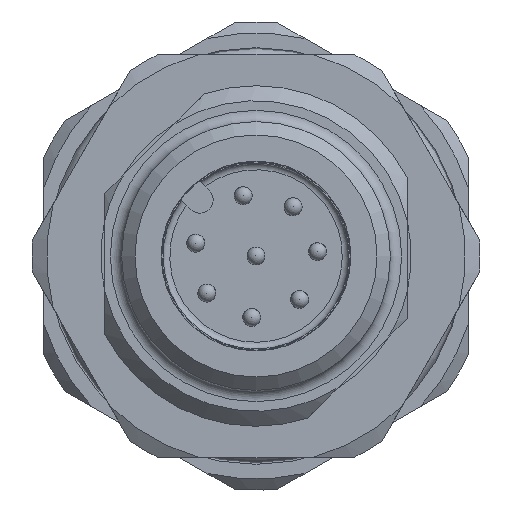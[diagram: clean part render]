
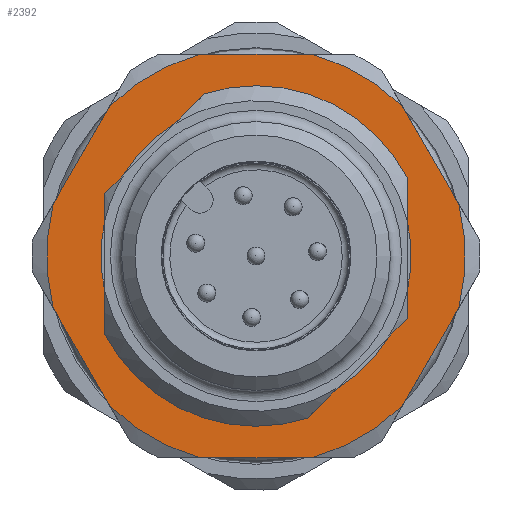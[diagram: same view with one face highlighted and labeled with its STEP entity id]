
A CAD part, left-side view. The second image highlights one B-rep face of the part: STEP entity #2392.
In plain terms, the highlighted planar face has unit normal (-1, 0, 0).
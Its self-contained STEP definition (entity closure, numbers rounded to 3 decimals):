
#120=PLANE('',#3180);
#579=EDGE_LOOP('',(#1452,#1453,#1454,#1455,#1456,#1457,#1458,#1459,#1460,
#1461,#1462,#1463,#1464,#1465));
#580=EDGE_LOOP('',(#1466,#1467,#1468,#1469,#1470,#1471,#1472,#1473,#1474,
#1475,#1476,#1477));
#682=LINE('',#4148,#814);
#685=LINE('',#4163,#817);
#693=LINE('',#4180,#825);
#695=LINE('',#4192,#827);
#701=LINE('',#4203,#833);
#709=LINE('',#4219,#841);
#712=LINE('',#4235,#844);
#719=LINE('',#4248,#851);
#777=LINE('',#5546,#909);
#778=LINE('',#5550,#910);
#779=LINE('',#5554,#911);
#780=LINE('',#5558,#912);
#781=LINE('',#5562,#913);
#782=LINE('',#5566,#914);
#814=VECTOR('',#3311,1.);
#817=VECTOR('',#3314,1.);
#825=VECTOR('',#3324,1.);
#827=VECTOR('',#3326,1.);
#833=VECTOR('',#3334,1.);
#841=VECTOR('',#3342,1.);
#844=VECTOR('',#3347,1.);
#851=VECTOR('',#3354,1.);
#909=VECTOR('',#3862,1.);
#910=VECTOR('',#3865,1.);
#911=VECTOR('',#3868,1.);
#912=VECTOR('',#3871,1.);
#913=VECTOR('',#3874,1.);
#914=VECTOR('',#3877,1.);
#1452=ORIENTED_EDGE('',*,*,#1713,.F.);
#1453=ORIENTED_EDGE('',*,*,#1721,.F.);
#1454=ORIENTED_EDGE('',*,*,#1970,.F.);
#1455=ORIENTED_EDGE('',*,*,#1725,.F.);
#1456=ORIENTED_EDGE('',*,*,#1703,.T.);
#1457=ORIENTED_EDGE('',*,*,#1751,.T.);
#1458=ORIENTED_EDGE('',*,*,#1971,.F.);
#1459=ORIENTED_EDGE('',*,*,#1744,.T.);
#1460=ORIENTED_EDGE('',*,*,#1739,.T.);
#1461=ORIENTED_EDGE('',*,*,#1972,.F.);
#1462=ORIENTED_EDGE('',*,*,#1731,.T.);
#1463=ORIENTED_EDGE('',*,*,#1699,.T.);
#1464=ORIENTED_EDGE('',*,*,#1708,.F.);
#1465=ORIENTED_EDGE('',*,*,#1973,.F.);
#1466=ORIENTED_EDGE('',*,*,#1974,.F.);
#1467=ORIENTED_EDGE('',*,*,#1975,.F.);
#1468=ORIENTED_EDGE('',*,*,#1976,.F.);
#1469=ORIENTED_EDGE('',*,*,#1977,.F.);
#1470=ORIENTED_EDGE('',*,*,#1978,.F.);
#1471=ORIENTED_EDGE('',*,*,#1979,.F.);
#1472=ORIENTED_EDGE('',*,*,#1980,.F.);
#1473=ORIENTED_EDGE('',*,*,#1981,.F.);
#1474=ORIENTED_EDGE('',*,*,#1982,.F.);
#1475=ORIENTED_EDGE('',*,*,#1983,.F.);
#1476=ORIENTED_EDGE('',*,*,#1984,.F.);
#1477=ORIENTED_EDGE('',*,*,#1985,.F.);
#1699=EDGE_CURVE('',#2655,#2656,#2078,.T.);
#1703=EDGE_CURVE('',#2659,#2660,#2080,.T.);
#1708=EDGE_CURVE('',#2664,#2656,#682,.T.);
#1713=EDGE_CURVE('',#2668,#2669,#685,.T.);
#1721=EDGE_CURVE('',#2676,#2668,#693,.T.);
#1725=EDGE_CURVE('',#2659,#2679,#695,.T.);
#1731=EDGE_CURVE('',#2683,#2655,#701,.T.);
#1739=EDGE_CURVE('',#2691,#2690,#709,.T.);
#1744=EDGE_CURVE('',#2695,#2691,#712,.T.);
#1751=EDGE_CURVE('',#2660,#2700,#719,.T.);
#1970=EDGE_CURVE('',#2679,#2676,#2189,.T.);
#1971=EDGE_CURVE('',#2695,#2700,#2190,.T.);
#1972=EDGE_CURVE('',#2683,#2690,#2191,.T.);
#1973=EDGE_CURVE('',#2669,#2664,#2192,.T.);
#1974=EDGE_CURVE('',#2862,#2863,#2193,.T.);
#1975=EDGE_CURVE('',#2864,#2862,#777,.T.);
#1976=EDGE_CURVE('',#2865,#2864,#2194,.T.);
#1977=EDGE_CURVE('',#2866,#2865,#778,.T.);
#1978=EDGE_CURVE('',#2867,#2866,#2195,.T.);
#1979=EDGE_CURVE('',#2868,#2867,#779,.T.);
#1980=EDGE_CURVE('',#2869,#2868,#2196,.T.);
#1981=EDGE_CURVE('',#2870,#2869,#780,.T.);
#1982=EDGE_CURVE('',#2871,#2870,#2197,.T.);
#1983=EDGE_CURVE('',#2872,#2871,#781,.T.);
#1984=EDGE_CURVE('',#2873,#2872,#2198,.T.);
#1985=EDGE_CURVE('',#2863,#2873,#782,.T.);
#2078=CIRCLE('',#2941,7.6);
#2080=CIRCLE('',#2944,7.6);
#2189=CIRCLE('',#3170,6.93);
#2190=CIRCLE('',#3171,6.93);
#2191=CIRCLE('',#3172,6.93);
#2192=CIRCLE('',#3173,6.93);
#2193=CIRCLE('',#3174,9.346);
#2194=CIRCLE('',#3175,9.346);
#2195=CIRCLE('',#3176,9.346);
#2196=CIRCLE('',#3177,9.346);
#2197=CIRCLE('',#3178,9.346);
#2198=CIRCLE('',#3179,9.346);
#2392=ADVANCED_FACE('',(#2592,#2593),#120,.F.);
#2592=FACE_BOUND('',#579,.T.);
#2593=FACE_BOUND('',#580,.T.);
#2655=VERTEX_POINT('',#4128);
#2656=VERTEX_POINT('',#4129);
#2659=VERTEX_POINT('',#4137);
#2660=VERTEX_POINT('',#4138);
#2664=VERTEX_POINT('',#4147);
#2668=VERTEX_POINT('',#4162);
#2669=VERTEX_POINT('',#4164);
#2676=VERTEX_POINT('',#4179);
#2679=VERTEX_POINT('',#4193);
#2683=VERTEX_POINT('',#4204);
#2690=VERTEX_POINT('',#4218);
#2691=VERTEX_POINT('',#4220);
#2695=VERTEX_POINT('',#4236);
#2700=VERTEX_POINT('',#4247);
#2862=VERTEX_POINT('',#5544);
#2863=VERTEX_POINT('',#5545);
#2864=VERTEX_POINT('',#5547);
#2865=VERTEX_POINT('',#5549);
#2866=VERTEX_POINT('',#5551);
#2867=VERTEX_POINT('',#5553);
#2868=VERTEX_POINT('',#5555);
#2869=VERTEX_POINT('',#5557);
#2870=VERTEX_POINT('',#5559);
#2871=VERTEX_POINT('',#5561);
#2872=VERTEX_POINT('',#5563);
#2873=VERTEX_POINT('',#5565);
#2941=AXIS2_PLACEMENT_3D('',#4127,#3294,#3295);
#2944=AXIS2_PLACEMENT_3D('',#4136,#3302,#3303);
#3170=AXIS2_PLACEMENT_3D('',#5539,#3852,#3853);
#3171=AXIS2_PLACEMENT_3D('',#5540,#3854,#3855);
#3172=AXIS2_PLACEMENT_3D('',#5541,#3856,#3857);
#3173=AXIS2_PLACEMENT_3D('',#5542,#3858,#3859);
#3174=AXIS2_PLACEMENT_3D('',#5543,#3860,#3861);
#3175=AXIS2_PLACEMENT_3D('',#5548,#3863,#3864);
#3176=AXIS2_PLACEMENT_3D('',#5552,#3866,#3867);
#3177=AXIS2_PLACEMENT_3D('',#5556,#3869,#3870);
#3178=AXIS2_PLACEMENT_3D('',#5560,#3872,#3873);
#3179=AXIS2_PLACEMENT_3D('',#5564,#3875,#3876);
#3180=AXIS2_PLACEMENT_3D('',#5567,#3878,#3879);
#3294=DIRECTION('',(1.,0.,0.));
#3295=DIRECTION('',(0.,0.,-1.));
#3302=DIRECTION('',(1.,0.,0.));
#3303=DIRECTION('',(0.,0.,-1.));
#3311=DIRECTION('',(0.,0.,1.));
#3314=DIRECTION('',(0.,0.,1.));
#3324=DIRECTION('',(0.,-0.707,0.707));
#3326=DIRECTION('',(0.,-0.707,0.707));
#3334=DIRECTION('',(0.,-0.707,0.707));
#3342=DIRECTION('',(0.,-0.707,0.707));
#3347=DIRECTION('',(0.,0.,1.));
#3354=DIRECTION('',(0.,0.,1.));
#3852=DIRECTION('',(-1.,0.,0.));
#3853=DIRECTION('',(0.,1.,0.));
#3854=DIRECTION('',(-1.,0.,0.));
#3855=DIRECTION('',(0.,1.,0.));
#3856=DIRECTION('',(-1.,0.,0.));
#3857=DIRECTION('',(0.,1.,0.));
#3858=DIRECTION('',(-1.,0.,0.));
#3859=DIRECTION('',(0.,1.,0.));
#3860=DIRECTION('',(1.,0.,0.));
#3861=DIRECTION('',(0.,0.,-1.));
#3862=DIRECTION('',(0.,1.,0.));
#3863=DIRECTION('',(1.,0.,0.));
#3864=DIRECTION('',(0.,0.,-1.));
#3865=DIRECTION('',(0.,0.5,-0.866));
#3866=DIRECTION('',(1.,0.,0.));
#3867=DIRECTION('',(0.,0.,-1.));
#3868=DIRECTION('',(0.,-0.5,-0.866));
#3869=DIRECTION('',(1.,0.,0.));
#3870=DIRECTION('',(0.,0.,-1.));
#3871=DIRECTION('',(0.,-1.,0.));
#3872=DIRECTION('',(1.,0.,0.));
#3873=DIRECTION('',(0.,0.,-1.));
#3874=DIRECTION('',(0.,-0.5,0.866));
#3875=DIRECTION('',(1.,0.,0.));
#3876=DIRECTION('',(0.,0.,-1.));
#3877=DIRECTION('',(0.,0.5,0.866));
#3878=DIRECTION('',(1.,0.,0.));
#3879=DIRECTION('',(0.,0.,-1.));
#4127=CARTESIAN_POINT('',(13.,0.,0.));
#4128=CARTESIAN_POINT('',(13.,2.303,7.243));
#4129=CARTESIAN_POINT('',(13.,-6.75,3.492));
#4136=CARTESIAN_POINT('',(13.,0.,0.));
#4137=CARTESIAN_POINT('',(13.,-2.303,-7.243));
#4138=CARTESIAN_POINT('',(13.,6.75,-3.492));
#4147=CARTESIAN_POINT('',(13.,-6.75,1.569));
#4148=CARTESIAN_POINT('',(13.,-6.75,5.744));
#4162=CARTESIAN_POINT('',(13.,-6.75,-2.796));
#4163=CARTESIAN_POINT('',(13.,-6.75,5.744));
#4164=CARTESIAN_POINT('',(13.,-6.75,-1.569));
#4179=CARTESIAN_POINT('',(13.,-5.883,-3.663));
#4180=CARTESIAN_POINT('',(13.,-6.75,-2.796));
#4192=CARTESIAN_POINT('',(13.,-6.75,-2.796));
#4193=CARTESIAN_POINT('',(13.,-3.663,-5.883));
#4203=CARTESIAN_POINT('',(13.,0.711,8.835));
#4204=CARTESIAN_POINT('',(13.,3.663,5.883));
#4218=CARTESIAN_POINT('',(13.,5.883,3.663));
#4219=CARTESIAN_POINT('',(13.,0.711,8.835));
#4220=CARTESIAN_POINT('',(13.,6.75,2.796));
#4235=CARTESIAN_POINT('',(13.,6.75,2.796));
#4236=CARTESIAN_POINT('',(13.,6.75,1.569));
#4247=CARTESIAN_POINT('',(13.,6.75,-1.569));
#4248=CARTESIAN_POINT('',(13.,6.75,2.796));
#5539=CARTESIAN_POINT('',(13.,0.,0.));
#5540=CARTESIAN_POINT('',(13.,0.,0.));
#5541=CARTESIAN_POINT('',(13.,0.,0.));
#5542=CARTESIAN_POINT('',(13.,0.,0.));
#5543=CARTESIAN_POINT('',(13.,0.,0.));
#5544=CARTESIAN_POINT('',(13.,2.521,-9.));
#5545=CARTESIAN_POINT('',(13.,6.534,-6.683));
#5546=CARTESIAN_POINT('',(13.,-4.359,-9.));
#5547=CARTESIAN_POINT('',(13.,-2.521,-9.));
#5548=CARTESIAN_POINT('',(13.,0.,0.));
#5549=CARTESIAN_POINT('',(13.,-6.534,-6.683));
#5550=CARTESIAN_POINT('',(13.,-9.974,-0.725));
#5551=CARTESIAN_POINT('',(13.,-9.055,-2.317));
#5552=CARTESIAN_POINT('',(13.,0.,0.));
#5553=CARTESIAN_POINT('',(13.,-9.055,2.317));
#5554=CARTESIAN_POINT('',(13.,-5.615,8.275));
#5555=CARTESIAN_POINT('',(13.,-6.534,6.683));
#5556=CARTESIAN_POINT('',(13.,0.,0.));
#5557=CARTESIAN_POINT('',(13.,-2.521,9.));
#5558=CARTESIAN_POINT('',(13.,4.359,9.));
#5559=CARTESIAN_POINT('',(13.,2.521,9.));
#5560=CARTESIAN_POINT('',(13.,0.,0.));
#5561=CARTESIAN_POINT('',(13.,6.534,6.683));
#5562=CARTESIAN_POINT('',(13.,9.974,0.725));
#5563=CARTESIAN_POINT('',(13.,9.055,2.317));
#5564=CARTESIAN_POINT('',(13.,0.,0.));
#5565=CARTESIAN_POINT('',(13.,9.055,-2.317));
#5566=CARTESIAN_POINT('',(13.,5.615,-8.275));
#5567=CARTESIAN_POINT('',(13.,0.,0.));
